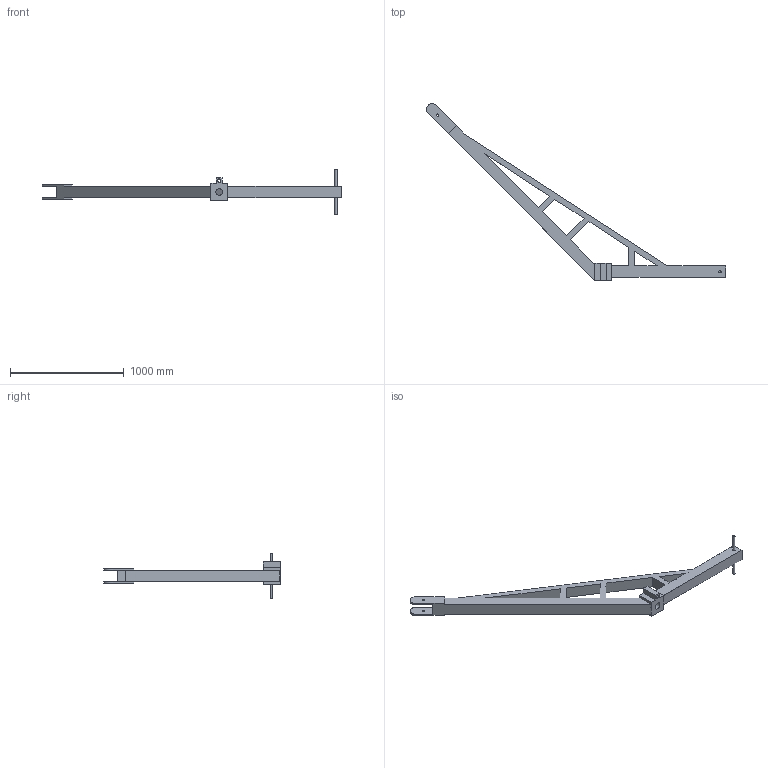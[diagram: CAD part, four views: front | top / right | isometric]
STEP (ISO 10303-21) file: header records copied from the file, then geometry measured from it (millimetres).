
FILE_DESCRIPTION(/* description */ (''),/* implementation_level */ '2;1');
FILE_NAME(/* name */ 'kepala baru.stp',/* time_stamp */ '2019-08-02T15:37:05+07:00',/* author */ ('BARLY'),/* organization */ (''),/* preprocessor_version */ 'ST-DEVELOPER v18',/* originating_system */ 'Autodesk Inventor 2020',/* authorisation */ '');
FILE_SCHEMA (('AUTOMOTIVE_DESIGN { 1 0 10303 214 3 1 1 }'));
Length unit declared in the file: millimetre
Products named in the file (1): kepala baru
Bounding box: 2629.1 x 1549.81 x 400 mm (x, y, z)
Volume: 20235265.2 mm3; surface area: 3334180.6 mm2
Topology: 1 solids, 4 shells, 80 faces, 208 edges, 139 vertices
Faces by surface type: plane 71, cylinder 9
Full cylindrical faces by diameter (mm): 20 x5, 30 x1, 60 x1
Entity records: 2492 total; most frequent: CARTESIAN_POINT 428, ORIENTED_EDGE 416, DIRECTION 391, EDGE_CURVE 208, LINE 187, VECTOR 187, VERTEX_POINT 139, AXIS2_PLACEMENT_3D 102
